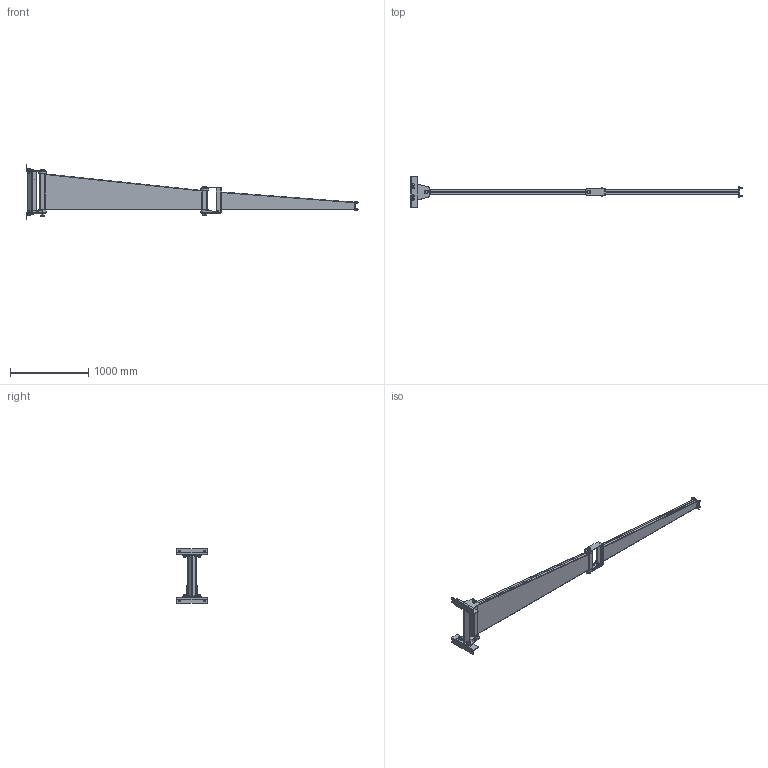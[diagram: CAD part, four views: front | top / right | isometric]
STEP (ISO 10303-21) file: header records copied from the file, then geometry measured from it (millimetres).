
FILE_DESCRIPTION(('STEP AP203'),'1');
FILE_NAME('ngkran Hymer 125-4.stp','2018-03-22T10:44:48',(' '),(' '),'Spatial InterOp 3D',' ',' ');
FILE_SCHEMA(('CONFIG_CONTROL_DESIGN'));
Length unit declared in the file: millimetre
Products named in the file (82): Innre Kn_ckarm 125/4; Lagerbox III; KKR 70x70, T=5, L=460; KKR 70x70, T=5, L = 250; Hymer 125kg 4m; Axel Kn_ckarm; Axelkant III / IV; Axel III / IV; Distansbricka III / IV; Hylsa III / IV; Bultf_rband M8x65; DIN_985 M8; M6S M8x65; Yttre Kn_ckarm 125/4; Öra, Plattjärn 80x8, L=250; Plattjärn 80x8, L=315; Plattjärn 60x5, L=315; Plattjärn 50x5, L=30; Armprofil 2 125/4; Fästplatta; Bolt Assembly; M6S M12x40; DIN_985 M12; Bultf_rband M12x40; Broms III; Bromsback III; Gängstång M10x110; M6M M10; Tryckfjäder Ø14/10,5, L=55; PMH Vaggsvangkran Hymer 125-4; V_ggf_ste IV; Fästöra IV; KKR 80, L=525; V_ggf_ste IV (125kg, 3&4m); M6S M20x50; DIN_985 M20; Bultf_rband M20x50; Vinkelstång IV Typ 1; Broms V_ggf_ste IV (125); Bromsback III Typ 1 ...
Assembly tree (90 placements, depth 5):
  PMH Vaggsvangkran Hymer 125-4
    Hymer 125kg 4m
      Innre Kn_ckarm 125/4
        Lagerbox III  x2
        (unnamed)
        KKR 70x70, T=5, L=460
        (unnamed)
        (unnamed)
        Lagerbox III
        KKR 70x70, T=5, L = 250
      Axel Kn_ckarm
        Axelkant III / IV
        Axel III / IV
        Distansbricka III / IV
        Hylsa III / IV
        Bultf_rband M8x65
          DIN_985 M8
          M6S M8x65
      Yttre Kn_ckarm 125/4
        Öra, Plattjärn 80x8, L=250
        (unnamed)
        Plattjärn 80x8, L=315
        Plattjärn 60x5, L=315
        Plattjärn 50x5, L=30
        (unnamed)
        Armprofil 2 125/4
        (unnamed)
        Fästplatta
      Bultf_rband M12x40
        Bolt Assembly  x4
          M6S M12x40
          DIN_985 M12
      Broms III
        Bromsback III
        Bolt Assembly
          Gängstång M10x110
          M6M M10  x2
          Tryckfjäder Ø14/10,5, L=55
        Bolt Assembly
          Gängstång M10x110
          M6M M10
          M6M M10
          Tryckfjäder Ø14/10,5, L=55
    V_ggf_ste IV (125kg, 3&4m)
      V_ggf_ste IV
        Fästöra IV
        Fästöra IV
        KKR 80, L=525
      Bultf_rband M20x50
        Bolt Assembly  x4
          M6S M20x50
          DIN_985 M20
        Bolt Assembly
          M6S M20x50
          DIN_985 M20
        Bolt Assembly
          M6S M20x50
          DIN_985 M20
        Bolt Assembly
          M6S M20x50
Bounding box: 4235.5 x 390 x 699 mm (x, y, z)
Volume: 14809781.9 mm3; surface area: 6671745.5 mm2
Topology: 74 solids, 74 shells, 1059 faces, 2294 edges, 1406 vertices
Faces by surface type: plane 512, cone 361, cylinder 180, bspline 6
Full cylindrical faces by diameter (mm): 4.5 x2, 7.28 x2, 8 x4, 9 x6, 10 x11, 10.92 x4, 11 x3, 12 x12, 13 x2, 17 x1, 18.2 x8, 19 x4, 20 x16, 21 x16, 25 x5, 26 x1, 30 x8, 35 x6, 35.5 x4, 36 x2, 50 x6, 100 x4
Entity records: 30734 total; most frequent: CARTESIAN_POINT 11007, DIRECTION 3344, ORIENTED_EDGE 3024, EDGE_CURVE 1512, AXIS2_PLACEMENT_3D 1371, EDGE_LOOP 1032, VERTEX_POINT 1018, FACE_OUTER_BOUND 868
